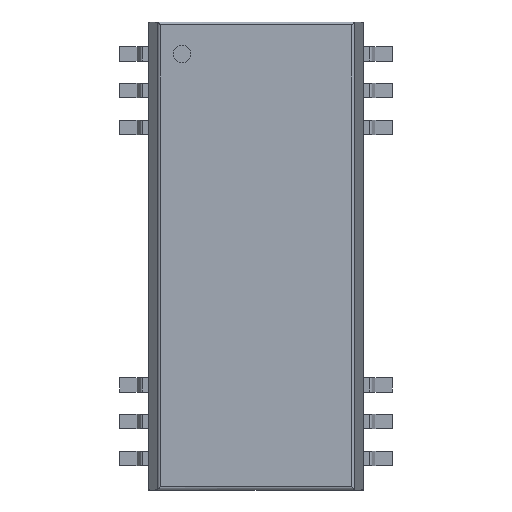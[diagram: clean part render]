
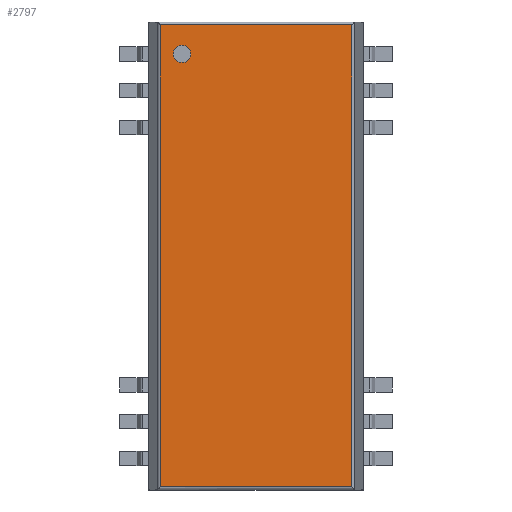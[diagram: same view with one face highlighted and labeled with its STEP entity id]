
A CAD part, top view. The second image highlights one B-rep face of the part: STEP entity #2797.
In plain terms, the highlighted planar face has unit normal (0, 0, 1).
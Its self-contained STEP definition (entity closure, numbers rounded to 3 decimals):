
#69=LINE('',#4052,#411);
#71=LINE('',#4059,#413);
#72=LINE('',#4065,#414);
#73=LINE('',#4067,#415);
#411=VECTOR('',#3247,13.21);
#413=VECTOR('',#3255,31.9);
#414=VECTOR('',#3264,13.21);
#415=VECTOR('',#3267,31.9);
#744=PLANE('',#2991);
#875=FACE_BOUND('',#1061,.T.);
#891=FACE_OUTER_BOUND('',#1060,.T.);
#1060=EDGE_LOOP('',(#1999,#2000,#2001,#2002));
#1061=EDGE_LOOP('',(#2003));
#1220=CIRCLE('',#2978,0.6);
#1288=VERTEX_POINT('',#4043);
#1290=VERTEX_POINT('',#4049);
#1291=VERTEX_POINT('',#4051);
#1293=VERTEX_POINT('',#4057);
#1294=VERTEX_POINT('',#4063);
#1562=EDGE_CURVE('',#1288,#1288,#1220,.T.);
#1565=EDGE_CURVE('',#1290,#1291,#69,.T.);
#1569=EDGE_CURVE('',#1293,#1290,#71,.T.);
#1572=EDGE_CURVE('',#1294,#1293,#72,.T.);
#1573=EDGE_CURVE('',#1291,#1294,#73,.T.);
#1999=ORIENTED_EDGE('',*,*,#1565,.F.);
#2000=ORIENTED_EDGE('',*,*,#1569,.F.);
#2001=ORIENTED_EDGE('',*,*,#1572,.F.);
#2002=ORIENTED_EDGE('',*,*,#1573,.F.);
#2003=ORIENTED_EDGE('',*,*,#1562,.T.);
#2797=ADVANCED_FACE('',(#891,#875),#744,.T.);
#2978=AXIS2_PLACEMENT_3D('',#4044,#3237,#3238);
#2991=AXIS2_PLACEMENT_3D('',#4068,#3268,#3269);
#3237=DIRECTION('center_axis',(0.,0.,
-1.));
#3238=DIRECTION('ref_axis',(0.,-1.,0.));
#3247=DIRECTION('',(-1.,0.,0.));
#3255=DIRECTION('',(0.,-1.,0.));
#3264=DIRECTION('',(1.,0.,0.));
#3267=DIRECTION('',(0.,1.,0.));
#3268=DIRECTION('center_axis',(0.,0.,
1.));
#3269=DIRECTION('ref_axis',(0.,-1.,0.));
#4043=CARTESIAN_POINT('',(-5.105,13.35,10.45));
#4044=CARTESIAN_POINT('Origin',(-5.105,13.95,10.45));
#4049=CARTESIAN_POINT('',(6.605,-15.95,10.45));
#4051=CARTESIAN_POINT('',(-6.605,-15.95,10.45));
#4052=CARTESIAN_POINT('',(3.396,-15.95,10.45));
#4057=CARTESIAN_POINT('',(6.605,15.95,10.45));
#4059=CARTESIAN_POINT('',(6.605,-16.15,10.45));
#4063=CARTESIAN_POINT('',(-6.605,15.95,10.45));
#4065=CARTESIAN_POINT('',(3.396,15.95,10.45));
#4067=CARTESIAN_POINT('',(-6.605,-16.15,10.45));
#4068=CARTESIAN_POINT('Origin',(6.792,-16.15,10.45));
